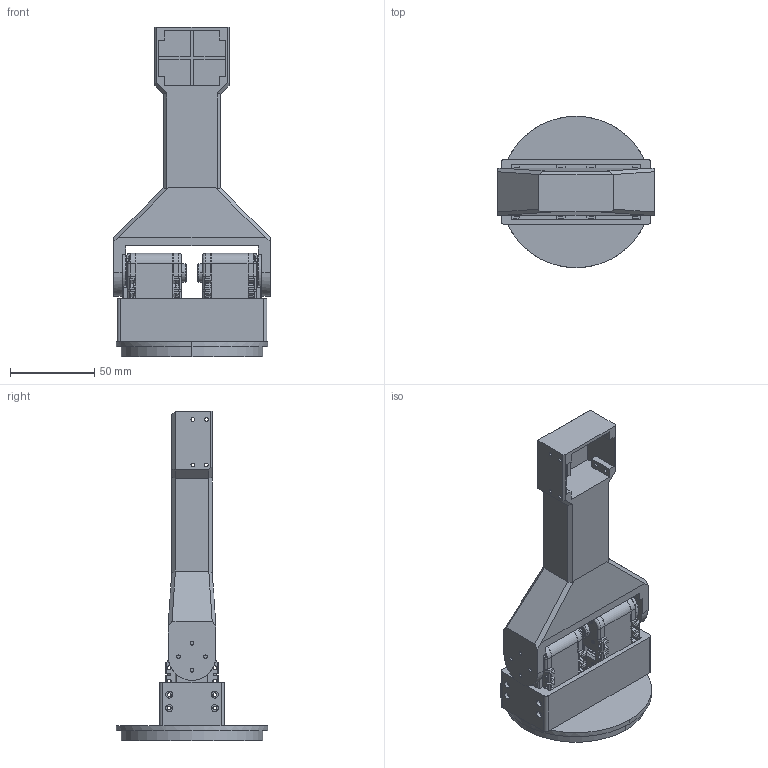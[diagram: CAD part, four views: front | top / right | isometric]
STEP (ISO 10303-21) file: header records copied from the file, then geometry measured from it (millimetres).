
FILE_DESCRIPTION (( 'STEP AP214' ), '1' );
FILE_NAME ('link2.STEP', '2024-08-24T07:56:51', ( '' ), ( '' ), 'SwSTEP 2.0', 'SolidWorks 2023', '' );
FILE_SCHEMA (( 'AUTOMOTIVE_DESIGN' ));
Length unit declared in the file: millimetre
Products named in the file (13): PRT0007_1^ASM0002_ASM_1_AX-12A motor_1_직각(2)_직각; ASM0002_ASM_1^AX-12A motor_1_직각(2)_직각; 직각(2)^직각; PRT0001_1^ASM0002_ASM_1_AX-12A motor_1_직각(2)_직각; PRT0002_1^ASM0002_ASM_1_AX-12A motor_1_직각(2)_직각; base top_1^직각(2)_직각; main link_1^직각(2)_직각; AX-12A motor_1^직각(2)_직각; PRT0006_1^ASM0002_ASM_1_AX-12A motor_1_직각(2)_직각; PRT0004_1^ASM0002_ASM_1_AX-12A motor_1_직각(2)_직각; PRT0005_1^ASM0002_ASM_1_AX-12A motor_1_직각(2)_직각; link2; PRT0003_1^ASM0002_ASM_1_AX-12A motor_1_직각(2)_직각
Assembly tree (17 placements, depth 5):
  link2
    직각(2)^직각
      AX-12A motor_1^직각(2)_직각  x2
        ASM0002_ASM_1^AX-12A motor_1_직각(2)_직각
          PRT0001_1^ASM0002_ASM_1_AX-12A motor_1_직각(2)_직각
          PRT0002_1^ASM0002_ASM_1_AX-12A motor_1_직각(2)_직각
          PRT0003_1^ASM0002_ASM_1_AX-12A motor_1_직각(2)_직각  x4
          PRT0004_1^ASM0002_ASM_1_AX-12A motor_1_직각(2)_직각  x2
          PRT0005_1^ASM0002_ASM_1_AX-12A motor_1_직각(2)_직각
          PRT0006_1^ASM0002_ASM_1_AX-12A motor_1_직각(2)_직각
          PRT0007_1^ASM0002_ASM_1_AX-12A motor_1_직각(2)_직각
      main link_1^직각(2)_직각
      base top_1^직각(2)_직각
Bounding box: 93 x 90 x 196 mm (x, y, z)
Volume: 240346.6 mm3; surface area: 96467.7 mm2
Topology: 24 solids, 28 shells, 2943 faces, 7901 edges, 5036 vertices
Faces by surface type: plane 1765, cylinder 780, cone 180, bspline 162, torus 56
Entity records: 46778 total; most frequent: CARTESIAN_POINT 10882, ORIENTED_EDGE 7526, DIRECTION 7249, EDGE_CURVE 3763, LINE 2631, VECTOR 2631, VERTEX_POINT 2427, AXIS2_PLACEMENT_3D 2309
